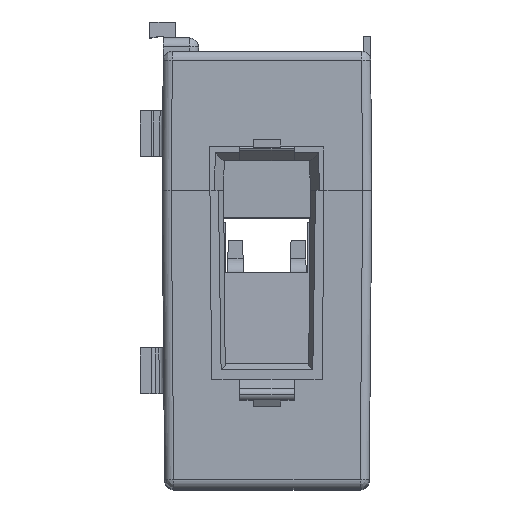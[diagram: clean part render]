
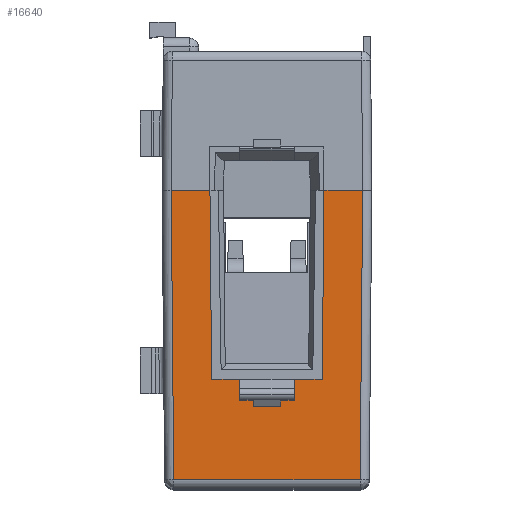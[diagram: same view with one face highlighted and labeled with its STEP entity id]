
A CAD part, top view. The second image highlights one B-rep face of the part: STEP entity #16640.
In plain terms, the highlighted planar face has unit normal (0, -0.009, 1).
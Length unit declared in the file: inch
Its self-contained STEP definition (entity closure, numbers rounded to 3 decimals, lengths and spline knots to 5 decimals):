
#270 = VERTEX_POINT ( 'NONE', #9984 ) ;
#401 = ORIENTED_EDGE ( 'NONE', *, *, #7611, .T. ) ;
#632 = VERTEX_POINT ( 'NONE', #17781 ) ;
#1159 = ORIENTED_EDGE ( 'NONE', *, *, #21312, .F. ) ;
#1177 = VERTEX_POINT ( 'NONE', #16665 ) ;
#1253 = ORIENTED_EDGE ( 'NONE', *, *, #5899, .T. ) ;
#1383 = LINE ( 'NONE', #13939, #19395 ) ;
#1403 = CARTESIAN_POINT ( 'NONE',  ( -0.45276, -1.25034, 1.36704 ) ) ;
#1792 = VECTOR ( 'NONE', #12641, 39.37008 ) ;
#1952 = EDGE_CURVE ( 'NONE', #22902, #1177, #25041, .T. ) ;
#2092 = ORIENTED_EDGE ( 'NONE', *, *, #24034, .T. ) ;
#2658 = EDGE_CURVE ( 'NONE', #6890, #22902, #1383, .T. ) ;
#2735 = VECTOR ( 'NONE', #11082, 39.37008 ) ;
#2928 = VECTOR ( 'NONE', #22080, 39.37008 ) ;
#3029 = CARTESIAN_POINT ( 'NONE',  ( 0.40248, -1.25034, 1.36704 ) ) ;
#3279 = DIRECTION ( 'NONE',  ( -0.009, 1., 0.009 ) ) ;
#3407 = DIRECTION ( 'NONE',  ( 0., -1., -0.009 ) ) ;
#3616 = DIRECTION ( 'NONE',  ( 0., -1., -0.009 ) ) ;
#4002 = DIRECTION ( 'NONE',  ( -1., 0., 0. ) ) ;
#4027 = AXIS2_PLACEMENT_3D ( 'NONE', #17473, #5316, #5582 ) ;
#4125 = VECTOR ( 'NONE', #21841, 39.37008 ) ;
#4328 = ORIENTED_EDGE ( 'NONE', *, *, #9639, .T. ) ;
#4460 = VERTEX_POINT ( 'NONE', #7346 ) ;
#4658 = LINE ( 'NONE', #12882, #6622 ) ;
#4817 = CARTESIAN_POINT ( 'NONE',  ( 0.24606, 0., 1.37795 ) ) ;
#4942 = LINE ( 'NONE', #4817, #13127 ) ;
#5316 = DIRECTION ( 'NONE',  ( 0., -0.009, 1. ) ) ;
#5582 = DIRECTION ( 'NONE',  ( 0., -1., -0.009 ) ) ;
#5842 = CARTESIAN_POINT ( 'NONE',  ( 0.11811, 0., 1.37795 ) ) ;
#5899 = EDGE_CURVE ( 'NONE', #632, #270, #4658, .T. ) ;
#6040 = CARTESIAN_POINT ( 'NONE',  ( -0.45276, 0., 1.37795 ) ) ;
#6132 = LINE ( 'NONE', #18421, #11860 ) ;
#6232 = EDGE_CURVE ( 'NONE', #270, #26226, #6775, .T. ) ;
#6261 = CARTESIAN_POINT ( 'NONE',  ( -0.40248, -1.25034, 1.36704 ) ) ;
#6410 = CARTESIAN_POINT ( 'NONE',  ( -0.45276, 0., 1.37795 ) ) ;
#6622 = VECTOR ( 'NONE', #10854, 39.37008 ) ;
#6637 = VERTEX_POINT ( 'NONE', #7902 ) ;
#6775 = LINE ( 'NONE', #25375, #2735 ) ;
#6890 = VERTEX_POINT ( 'NONE', #11332 ) ;
#7346 = CARTESIAN_POINT ( 'NONE',  ( 0.05906, -0.90551, 1.37005 ) ) ;
#7386 = EDGE_CURVE ( 'NONE', #632, #9071, #10357, .T. ) ;
#7428 = CARTESIAN_POINT ( 'NONE',  ( 0.24606, 0., 1.37795 ) ) ;
#7606 = DIRECTION ( 'NONE',  ( 1., 0., 0. ) ) ;
#7611 = EDGE_CURVE ( 'NONE', #23003, #4460, #15558, .T. ) ;
#7642 = EDGE_CURVE ( 'NONE', #6637, #23003, #23919, .T. ) ;
#7670 = ORIENTED_EDGE ( 'NONE', *, *, #25758, .T. ) ;
#7799 = CARTESIAN_POINT ( 'NONE',  ( -0.24606, 0., 1.37795 ) ) ;
#7871 = ORIENTED_EDGE ( 'NONE', *, *, #1952, .T. ) ;
#7902 = CARTESIAN_POINT ( 'NONE',  ( 0.11811, -0.81693, 1.37082 ) ) ;
#8181 = EDGE_LOOP ( 'NONE', ( #10609, #20779, #7871, #1159, #17599, #26543, #21517, #25904, #4328, #11782, #401, #7670, #2092, #24568, #1253, #20845 ) ) ;
#8293 = VERTEX_POINT ( 'NONE', #18901 ) ;
#8301 = LINE ( 'NONE', #6410, #18548 ) ;
#8710 = EDGE_CURVE ( 'NONE', #14173, #8293, #4942, .T. ) ;
#9071 = VERTEX_POINT ( 'NONE', #22874 ) ;
#9104 = VERTEX_POINT ( 'NONE', #10856 ) ;
#9244 = VECTOR ( 'NONE', #3407, 39.37008 ) ;
#9477 = CARTESIAN_POINT ( 'NONE',  ( 0.11811, -0.90551, 1.37005 ) ) ;
#9559 = CARTESIAN_POINT ( 'NONE',  ( -0.45276, -0.81693, 1.37082 ) ) ;
#9639 = EDGE_CURVE ( 'NONE', #8293, #6637, #11449, .T. ) ;
#9984 = CARTESIAN_POINT ( 'NONE',  ( -0.11811, -0.90551, 1.37005 ) ) ;
#10357 = LINE ( 'NONE', #20211, #19178 ) ;
#10379 = DIRECTION ( 'NONE',  ( 0.009, 1., 0.009 ) ) ;
#10499 = DIRECTION ( 'NONE',  ( -1., 0., 0. ) ) ;
#10609 = ORIENTED_EDGE ( 'NONE', *, *, #19044, .T. ) ;
#10711 = VECTOR ( 'NONE', #7606, 39.37008 ) ;
#10854 = DIRECTION ( 'NONE',  ( -1., 0., 0. ) ) ;
#10856 = CARTESIAN_POINT ( 'NONE',  ( 0.41339, 0., 1.37795 ) ) ;
#11082 = DIRECTION ( 'NONE',  ( 0., 1., 0.009 ) ) ;
#11332 = CARTESIAN_POINT ( 'NONE',  ( -0.23893, -0.81693, 1.37082 ) ) ;
#11387 = LINE ( 'NONE', #1403, #10711 ) ;
#11449 = LINE ( 'NONE', #24259, #4125 ) ;
#11782 = ORIENTED_EDGE ( 'NONE', *, *, #7642, .T. ) ;
#11860 = VECTOR ( 'NONE', #22848, 39.37008 ) ;
#12070 = CARTESIAN_POINT ( 'NONE',  ( 0.05906, -0.93476, 1.3698 ) ) ;
#12312 = EDGE_CURVE ( 'NONE', #9104, #14173, #8301, .T. ) ;
#12641 = DIRECTION ( 'NONE',  ( -1., 0., 0. ) ) ;
#12882 = CARTESIAN_POINT ( 'NONE',  ( 0.11811, -0.90551, 1.37005 ) ) ;
#13127 = VECTOR ( 'NONE', #25049, 39.37008 ) ;
#13427 = PLANE ( 'NONE',  #4027 ) ;
#13939 = CARTESIAN_POINT ( 'NONE',  ( -0.23893, -0.81693, 1.37082 ) ) ;
#14173 = VERTEX_POINT ( 'NONE', #7428 ) ;
#14303 = LINE ( 'NONE', #22522, #24432 ) ;
#14459 = VECTOR ( 'NONE', #24315, 39.37008 ) ;
#15485 = VERTEX_POINT ( 'NONE', #12070 ) ;
#15558 = LINE ( 'NONE', #9477, #14459 ) ;
#15695 = CARTESIAN_POINT ( 'NONE',  ( 0.40248, -1.25034, 1.36704 ) ) ;
#15987 = CARTESIAN_POINT ( 'NONE',  ( -0.11811, -0.81693, 1.37082 ) ) ;
#16506 = EDGE_CURVE ( 'NONE', #18835, #9104, #21253, .T. ) ;
#16640 = ADVANCED_FACE ( 'Defeature ausgef�hrt1_402', ( #19492 ), #13427, .T. ) ;
#16665 = CARTESIAN_POINT ( 'NONE',  ( -0.41339, 0., 1.37795 ) ) ;
#17473 = CARTESIAN_POINT ( 'NONE',  ( -0.45276, 0., 1.37795 ) ) ;
#17599 = ORIENTED_EDGE ( 'NONE', *, *, #26264, .T. ) ;
#17781 = CARTESIAN_POINT ( 'NONE',  ( -0.05906, -0.90551, 1.37005 ) ) ;
#18421 = CARTESIAN_POINT ( 'NONE',  ( -0.41318, -0.0237, 1.37775 ) ) ;
#18548 = VECTOR ( 'NONE', #4002, 39.37008 ) ;
#18835 = VERTEX_POINT ( 'NONE', #15695 ) ;
#18901 = CARTESIAN_POINT ( 'NONE',  ( 0.23893, -0.81693, 1.37082 ) ) ;
#19044 = EDGE_CURVE ( 'NONE', #26226, #6890, #19409, .T. ) ;
#19178 = VECTOR ( 'NONE', #3616, 39.37008 ) ;
#19395 = VECTOR ( 'NONE', #3279, 39.37008 ) ;
#19409 = LINE ( 'NONE', #9559, #19600 ) ;
#19492 = FACE_OUTER_BOUND ( 'NONE', #8181, .T. ) ;
#19600 = VECTOR ( 'NONE', #23858, 39.37008 ) ;
#19652 = LINE ( 'NONE', #26258, #2928 ) ;
#20211 = CARTESIAN_POINT ( 'NONE',  ( -0.05906, -0.90551, 1.37005 ) ) ;
#20392 = VECTOR ( 'NONE', #10379, 39.37008 ) ;
#20779 = ORIENTED_EDGE ( 'NONE', *, *, #2658, .T. ) ;
#20845 = ORIENTED_EDGE ( 'NONE', *, *, #6232, .T. ) ;
#21253 = LINE ( 'NONE', #3029, #20392 ) ;
#21312 = EDGE_CURVE ( 'NONE', #21432, #1177, #6132, .T. ) ;
#21432 = VERTEX_POINT ( 'NONE', #6261 ) ;
#21517 = ORIENTED_EDGE ( 'NONE', *, *, #12312, .T. ) ;
#21635 = CARTESIAN_POINT ( 'NONE',  ( 0.11811, -0.90551, 1.37005 ) ) ;
#21841 = DIRECTION ( 'NONE',  ( -1., 0., 0. ) ) ;
#22080 = DIRECTION ( 'NONE',  ( 0., -1., -0.009 ) ) ;
#22522 = CARTESIAN_POINT ( 'NONE',  ( -0.45276, -0.93476, 1.3698 ) ) ;
#22848 = DIRECTION ( 'NONE',  ( -0.009, 1., 0.009 ) ) ;
#22874 = CARTESIAN_POINT ( 'NONE',  ( -0.05906, -0.93476, 1.3698 ) ) ;
#22902 = VERTEX_POINT ( 'NONE', #7799 ) ;
#23003 = VERTEX_POINT ( 'NONE', #21635 ) ;
#23858 = DIRECTION ( 'NONE',  ( -1., 0., 0. ) ) ;
#23919 = LINE ( 'NONE', #5842, #9244 ) ;
#24034 = EDGE_CURVE ( 'NONE', #15485, #9071, #14303, .T. ) ;
#24259 = CARTESIAN_POINT ( 'NONE',  ( -0.45276, -0.81693, 1.37082 ) ) ;
#24315 = DIRECTION ( 'NONE',  ( -1., 0., 0. ) ) ;
#24432 = VECTOR ( 'NONE', #10499, 39.37008 ) ;
#24568 = ORIENTED_EDGE ( 'NONE', *, *, #7386, .F. ) ;
#25041 = LINE ( 'NONE', #6040, #1792 ) ;
#25049 = DIRECTION ( 'NONE',  ( -0.009, -1., -0.009 ) ) ;
#25375 = CARTESIAN_POINT ( 'NONE',  ( -0.11811, 0., 1.37795 ) ) ;
#25758 = EDGE_CURVE ( 'NONE', #4460, #15485, #19652, .T. ) ;
#25904 = ORIENTED_EDGE ( 'NONE', *, *, #8710, .T. ) ;
#26226 = VERTEX_POINT ( 'NONE', #15987 ) ;
#26258 = CARTESIAN_POINT ( 'NONE',  ( 0.05906, -0.90551, 1.37005 ) ) ;
#26264 = EDGE_CURVE ( 'NONE', #21432, #18835, #11387, .T. ) ;
#26543 = ORIENTED_EDGE ( 'NONE', *, *, #16506, .T. ) ;
